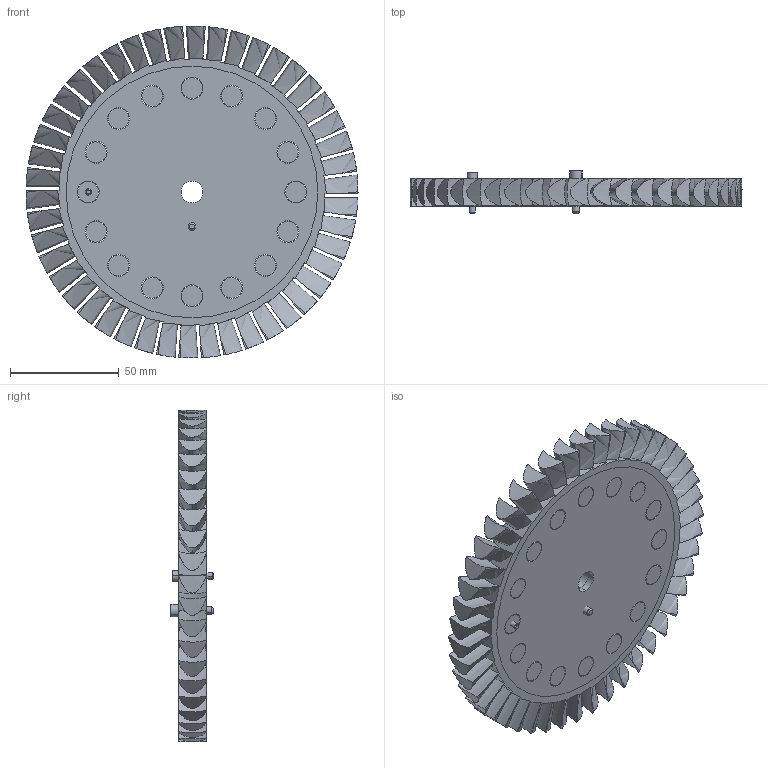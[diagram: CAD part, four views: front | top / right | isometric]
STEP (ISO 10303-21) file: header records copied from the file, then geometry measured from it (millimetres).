
FILE_DESCRIPTION (( 'STEP AP214' ), '1' );
FILE_NAME ('[TP] [Turb] Rotor26.STEP', '2024-04-23T08:10:46', ( '' ), ( '' ), 'SwSTEP 2.0', 'SolidWorks 2023', '' );
FILE_SCHEMA (( 'AUTOMOTIVE_DESIGN' ));
Length unit declared in the file: millimetre
Products named in the file (6): [TP] [Turb] Rotor Sandwich Bolt - 92196A150_92196A150; [TP] [Turb] Blisk; [TP] [Turb] Blisk Column Pins; [TP] [Turb] Rotor26; [TP] [Turb] Rotor Rim Bolt - 92196A112_92196A112; [TP] [Turb] Rotor Outer Plate
Assembly tree (21 placements, depth 2):
  [TP] [Turb] Rotor26
    [TP] [Turb] Blisk
    [TP] [Turb] Rotor Outer Plate  x2
    [TP] [Turb] Rotor Sandwich Bolt - 92196A150_92196A150
    [TP] [Turb] Rotor Rim Bolt - 92196A112_92196A112
    [TP] [Turb] Blisk Column Pins  x16
Bounding box: 152.4 x 19.38 x 152.4 mm (x, y, z)
Volume: 171052.3 mm3; surface area: 105966.5 mm2
Topology: 21 solids, 21 shells, 548 faces, 1590 edges, 1088 vertices
Faces by surface type: cylinder 252, plane 200, bspline 92, cone 4
Entity records: 18169 total; most frequent: CARTESIAN_POINT 6317, ORIENTED_EDGE 2784, DIRECTION 2070, EDGE_CURVE 1392, VERTEX_POINT 956, AXIS2_PLACEMENT_3D 755, VECTOR 560, LINE 560
